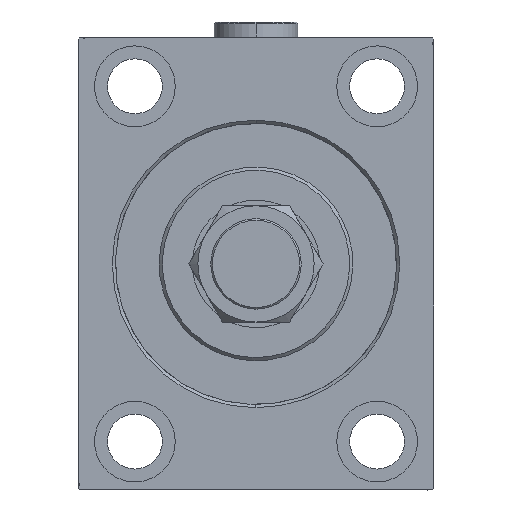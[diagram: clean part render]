
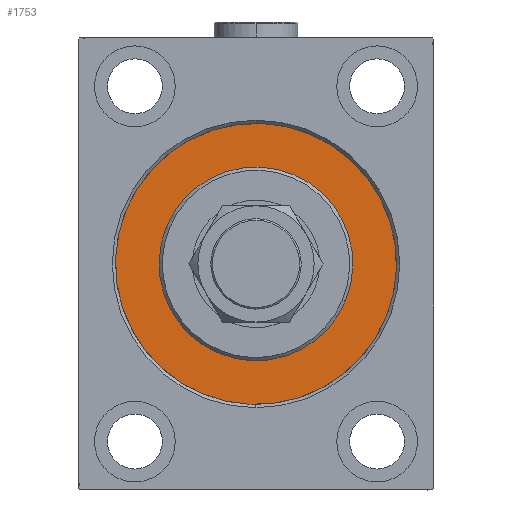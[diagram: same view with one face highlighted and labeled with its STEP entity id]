
A CAD part, left-side view. The second image highlights one B-rep face of the part: STEP entity #1753.
In plain terms, the highlighted face is planar.
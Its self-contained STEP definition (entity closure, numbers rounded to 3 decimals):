
#1753 = ADVANCED_FACE ( 'NONE', ( #7955, #43482 ), #25493, .F. ) ;
#2234 = ORIENTED_EDGE ( 'NONE', *, *, #3368, .F. ) ;
#3085 = VERTEX_POINT ( 'NONE', #36915 ) ;
#3368 = EDGE_CURVE ( 'NONE', #3085, #26830, #28380, .T. ) ;
#3493 = CARTESIAN_POINT ( 'NONE',  ( 0., 0., -43.5 ) ) ;
#3589 = EDGE_LOOP ( 'NONE', ( #32818, #2234 ) ) ;
#6745 = DIRECTION ( 'NONE',  ( 0., 0., 1. ) ) ;
#7955 = FACE_BOUND ( 'NONE', #34268, .T. ) ;
#8642 = CIRCLE ( 'NONE', #29797, 30. ) ;
#9942 = CARTESIAN_POINT ( 'NONE',  ( 0., 0., -30. ) ) ;
#11505 = DIRECTION ( 'NONE',  ( 0., 0., 1. ) ) ;
#12231 = EDGE_CURVE ( 'NONE', #37494, #18718, #35374, .T. ) ;
#13855 = CARTESIAN_POINT ( 'NONE',  ( 0., 0., 0. ) ) ;
#18718 = VERTEX_POINT ( 'NONE', #28763 ) ;
#19300 = AXIS2_PLACEMENT_3D ( 'NONE', #39916, #40153, #11505 ) ;
#20804 = CARTESIAN_POINT ( 'NONE',  ( 0., 0., 0. ) ) ;
#21043 = DIRECTION ( 'NONE',  ( 1., 0., 0. ) ) ;
#25493 = PLANE ( 'NONE',  #19300 ) ;
#26830 = VERTEX_POINT ( 'NONE', #3493 ) ;
#27384 = DIRECTION ( 'NONE',  ( 0., 0., 1. ) ) ;
#28380 = CIRCLE ( 'NONE', #42771, 43.5 ) ;
#28763 = CARTESIAN_POINT ( 'NONE',  ( 0., 0., 30. ) ) ;
#29797 = AXIS2_PLACEMENT_3D ( 'NONE', #35488, #35723, #46385 ) ;
#32818 = ORIENTED_EDGE ( 'NONE', *, *, #38125, .F. ) ;
#33426 = EDGE_CURVE ( 'NONE', #18718, #37494, #8642, .T. ) ;
#34206 = ORIENTED_EDGE ( 'NONE', *, *, #12231, .F. ) ;
#34268 = EDGE_LOOP ( 'NONE', ( #40436, #34206 ) ) ;
#35161 = DIRECTION ( 'NONE',  ( -1., 0., 0. ) ) ;
#35374 = CIRCLE ( 'NONE', #44446, 30. ) ;
#35488 = CARTESIAN_POINT ( 'NONE',  ( 0., 0., 0. ) ) ;
#35723 = DIRECTION ( 'NONE',  ( 1., 0., 0. ) ) ;
#36915 = CARTESIAN_POINT ( 'NONE',  ( 0., 0., 43.5 ) ) ;
#37494 = VERTEX_POINT ( 'NONE', #9942 ) ;
#38125 = EDGE_CURVE ( 'NONE', #26830, #3085, #42057, .T. ) ;
#38935 = CARTESIAN_POINT ( 'NONE',  ( 0., 0., 0. ) ) ;
#39179 = DIRECTION ( 'NONE',  ( -1., 0., 0. ) ) ;
#39916 = CARTESIAN_POINT ( 'NONE',  ( 0., 0., 0. ) ) ;
#40153 = DIRECTION ( 'NONE',  ( -1., 0., 0. ) ) ;
#40436 = ORIENTED_EDGE ( 'NONE', *, *, #33426, .F. ) ;
#42057 = CIRCLE ( 'NONE', #43553, 43.5 ) ;
#42771 = AXIS2_PLACEMENT_3D ( 'NONE', #13855, #39179, #6745 ) ;
#43482 = FACE_OUTER_BOUND ( 'NONE', #3589, .T. ) ;
#43553 = AXIS2_PLACEMENT_3D ( 'NONE', #38935, #35161, #27384 ) ;
#44446 = AXIS2_PLACEMENT_3D ( 'NONE', #20804, #21043, #45931 ) ;
#45931 = DIRECTION ( 'NONE',  ( 0., 0., -1. ) ) ;
#46385 = DIRECTION ( 'NONE',  ( 0., 0., -1. ) ) ;
